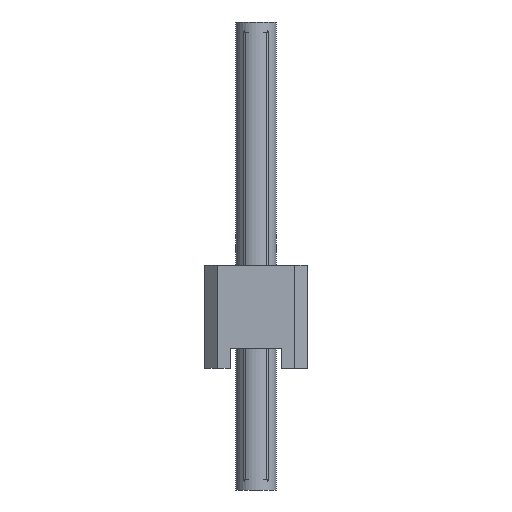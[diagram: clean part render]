
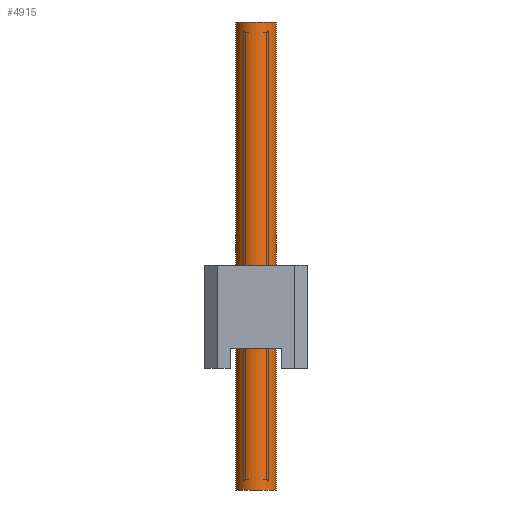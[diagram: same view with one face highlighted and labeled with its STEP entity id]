
A CAD part, left-side view. The second image highlights one B-rep face of the part: STEP entity #4915.
In plain terms, the highlighted cylindrical face has radius 0.5 mm (diameter 1 mm), a full revolution.
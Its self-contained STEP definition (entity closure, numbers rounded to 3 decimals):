
#2790=ORIENTED_EDGE('',*,*,#3488,.F.);
#2791=ORIENTED_EDGE('',*,*,#3489,.T.);
#3488=EDGE_CURVE('',#3954,#3954,#4076,.T.);
#3489=EDGE_CURVE('',#3955,#3955,#4077,.T.);
#3954=VERTEX_POINT('',#8086);
#3955=VERTEX_POINT('',#8088);
#4076=CIRCLE('',#5325,0.5);
#4077=CIRCLE('',#5326,0.5);
#4344=EDGE_LOOP('',(#2790));
#4345=EDGE_LOOP('',(#2791));
#4612=FACE_BOUND('',#4344,.T.);
#4613=FACE_BOUND('',#4345,.T.);
#4678=CYLINDRICAL_SURFACE('',#5324,0.5);
#4915=ADVANCED_FACE('',(#4612,#4613),#4678,.F.);
#5324=AXIS2_PLACEMENT_3D('',#8084,#6650,#6651);
#5325=AXIS2_PLACEMENT_3D('',#8085,#6652,#6653);
#5326=AXIS2_PLACEMENT_3D('',#8087,#6654,#6655);
#6650=DIRECTION('',(0.,0.,1.));
#6651=DIRECTION('',(1.,0.,0.));
#6652=DIRECTION('',(0.,0.,-1.));
#6653=DIRECTION('',(1.,0.,0.));
#6654=DIRECTION('',(0.,0.,-1.));
#6655=DIRECTION('',(1.,0.,0.));
#8084=CARTESIAN_POINT('',(0.,0.,0.));
#8085=CARTESIAN_POINT('',(0.,0.,11.54));
#8086=CARTESIAN_POINT('',(0.5,0.,11.54));
#8087=CARTESIAN_POINT('',(0.,0.,0.));
#8088=CARTESIAN_POINT('',(0.5,0.,0.));
